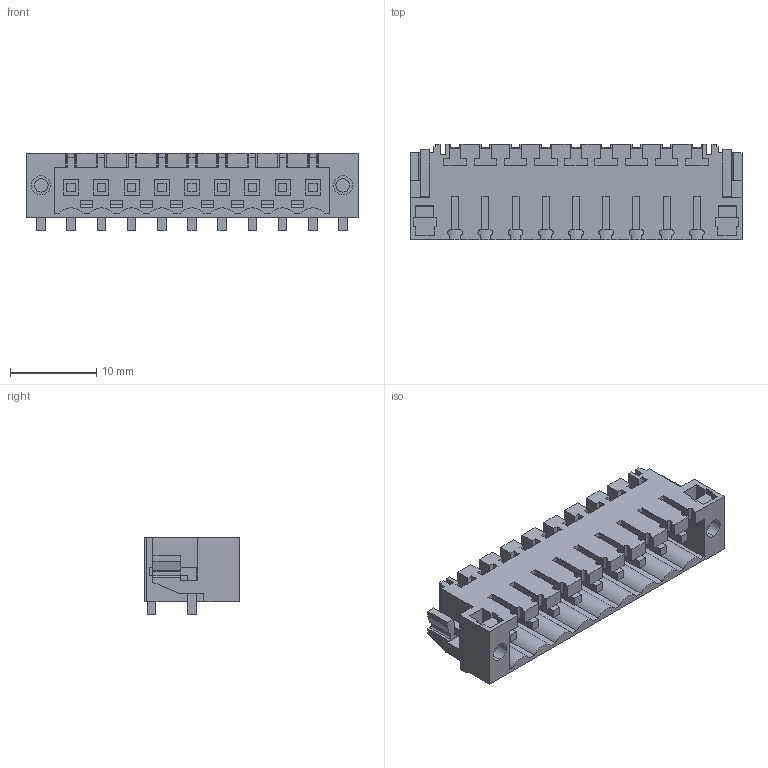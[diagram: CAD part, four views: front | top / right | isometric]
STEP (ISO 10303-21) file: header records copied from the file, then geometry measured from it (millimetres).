
FILE_DESCRIPTION(('CATIA V5 STEP Exchange','CAx-IF Rec.Pracs.--- Model Styling and Organization---1.2---2011-12-15'),'2;1');
FILE_NAME ('D1456537_0_1805380000_1805380000.stp','2018-03-10T11:43:57+00:00',('none'),('Weidmueller'),'CATIA Version 5-6 Release 2014','CATIA V5 STEP AP214','none');
FILE_SCHEMA(('AUTOMOTIVE_DESIGN { 1 0 10303 214 1 1 1 1 }'));
Length unit declared in the file: millimetre
Products named in the file (1): 1805380000
Bounding box: 38.45 x 11.05 x 8.95 mm (x, y, z)
Volume: 1408.8 mm3; surface area: 3665.5 mm2
Topology: 12 solids, 12 shells, 674 faces, 2073 edges, 1433 vertices
Faces by surface type: plane 617, cylinder 57
Entity records: 21455 total; most frequent: ORIENTED_EDGE 4146, CARTESIAN_POINT 3897, DIRECTION 2835, EDGE_CURVE 2073, VECTOR 1953, LINE 1953, VERTEX_POINT 1433, EDGE_LOOP 710
